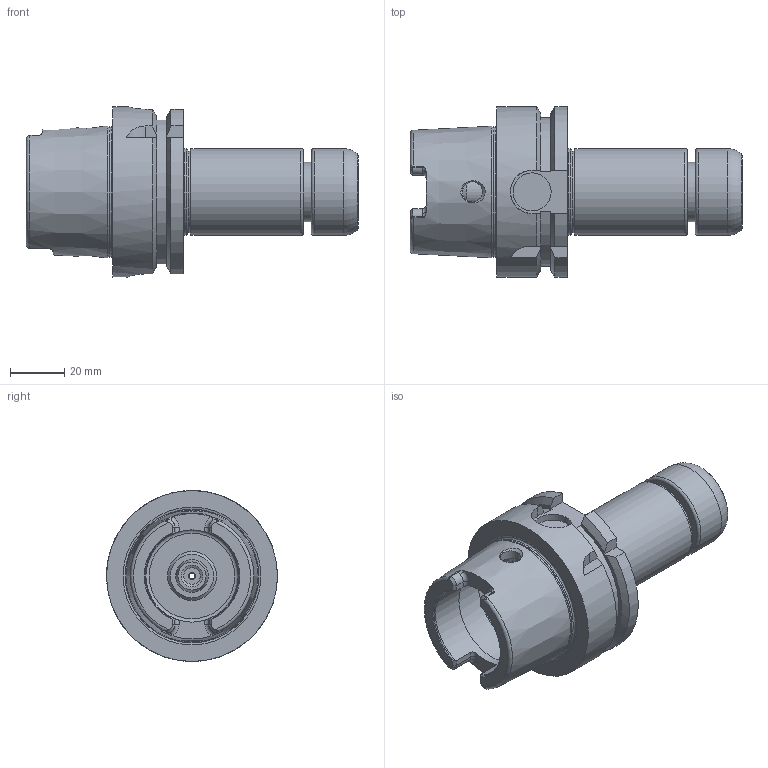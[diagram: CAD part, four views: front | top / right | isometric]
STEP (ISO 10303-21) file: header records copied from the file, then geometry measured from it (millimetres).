
FILE_DESCRIPTION((''),'2;1');
FILE_NAME('HSK63A-SMH16-90.stp','2020-06-23T13:16:16',('nttooll'),(''),'Autodesk Inventor 2012','Autodesk Inventor 2012','');
FILE_SCHEMA(('AUTOMOTIVE_DESIGN { 1 0 10303 214 1 1 1 1 }'));
Length unit declared in the file: millimetre
Products named in the file (1): HSK63A-SMH16-90
Bounding box: 122.35 x 63 x 63 mm (x, y, z)
Volume: 129459.4 mm3; surface area: 33020.7 mm2
Topology: 1 solids, 1 shells, 163 faces, 388 edges, 242 vertices
Faces by surface type: plane 60, cylinder 49, cone 33, torus 21
Full cylindrical faces by diameter (mm): 2 x1, 2.309 x1, 2.5 x1, 4.3 x1, 5 x1, 6 x1, 7.5 x2, 8 x1, 10.5 x1, 11.3 x1, 12 x1, 12.8 x1, 14 x1, 14.75 x1, 18 x1, 22 x2, 22.2 x1, 30 x1, 32 x3, 34 x1, 34.5 x1, 40 x1, 48 x1, 63 x1
Entity records: 4692 total; most frequent: CARTESIAN_POINT 1188, DIRECTION 740, ORIENTED_EDGE 642, EDGE_CURVE 321, AXIS2_PLACEMENT_3D 317, EDGE_LOOP 242, VERTEX_POINT 233, FACE_OUTER_BOUND 163
